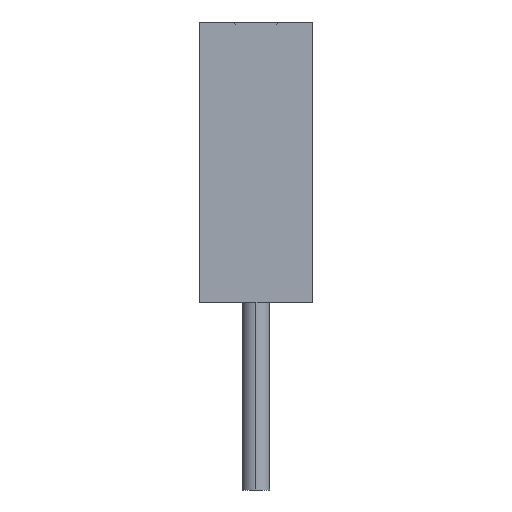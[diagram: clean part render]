
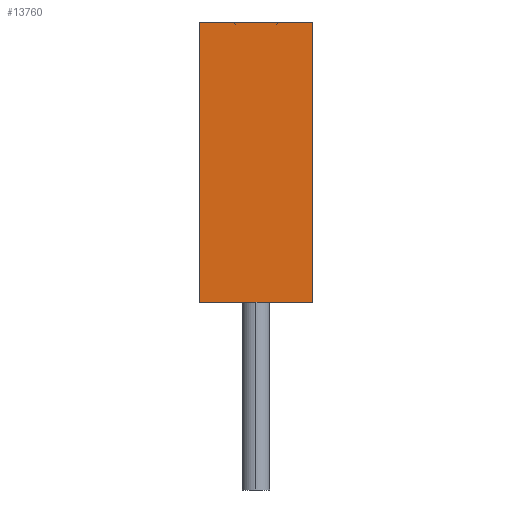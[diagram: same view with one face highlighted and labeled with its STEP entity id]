
A CAD part, left-side view. The second image highlights one B-rep face of the part: STEP entity #13760.
In plain terms, the highlighted planar face has unit normal (-1, 0, 0).
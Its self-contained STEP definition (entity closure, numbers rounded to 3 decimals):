
#13440=CARTESIAN_POINT('',(-0.635,-1.524,0.914));
#13439=VERTEX_POINT('',#13440);
#13458=CARTESIAN_POINT('',(-0.635,-1.524,8.509));
#13457=VERTEX_POINT('',#13458);
#13466=EDGE_CURVE('',#13439,#13457,#13471,.T.);
#13471=LINE('',#13440,#13473);
#13473=VECTOR('',#13474,7.595);
#13474=DIRECTION('',(0.0,0.0,1.0));
#13487=CARTESIAN_POINT('',(-0.635,1.524,0.914));
#13486=VERTEX_POINT('',#13487);
#13497=CARTESIAN_POINT('',(-0.635,1.524,8.509));
#13496=VERTEX_POINT('',#13497);
#13495=EDGE_CURVE('',#13496,#13486,#13500,.T.);
#13500=LINE('',#13497,#13502);
#13502=VECTOR('',#13503,7.595);
#13503=DIRECTION('',(0.0,0.0,-1.0));
#13566=EDGE_CURVE('',#13457,#13496,#13571,.T.);
#13571=LINE('',#13458,#13573);
#13573=VECTOR('',#13574,3.048);
#13574=DIRECTION('',(0.0,1.0,0.0));
#13639=EDGE_CURVE('',#13486,#13439,#13644,.T.);
#13644=LINE('',#13487,#13646);
#13646=VECTOR('',#13647,3.048);
#13647=DIRECTION('',(0.0,-1.0,0.0));
#13760=ADVANCED_FACE('',(#13766),#13761,.T.);
#13761=PLANE('',#13762);
#13762=AXIS2_PLACEMENT_3D('',#13763,#13764,#13765);
#13763=CARTESIAN_POINT('',(-0.635,-1.524,8.509));
#13764=DIRECTION('',(-1.0,0.0,0.0));
#13765=DIRECTION('',(0.,0.,1.));
#13766=FACE_OUTER_BOUND('',#13767,.T.);
#13767=EDGE_LOOP('',(#13768,#13778,#13788,#13798));
#13768=ORIENTED_EDGE('',*,*,#13566,.T.);
#13778=ORIENTED_EDGE('',*,*,#13495,.T.);
#13788=ORIENTED_EDGE('',*,*,#13639,.T.);
#13798=ORIENTED_EDGE('',*,*,#13466,.T.);
